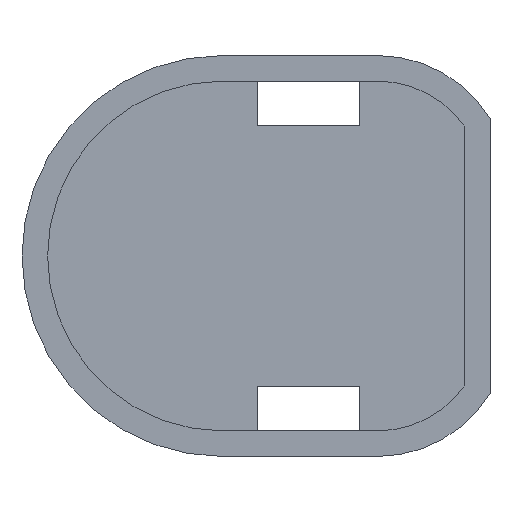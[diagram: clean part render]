
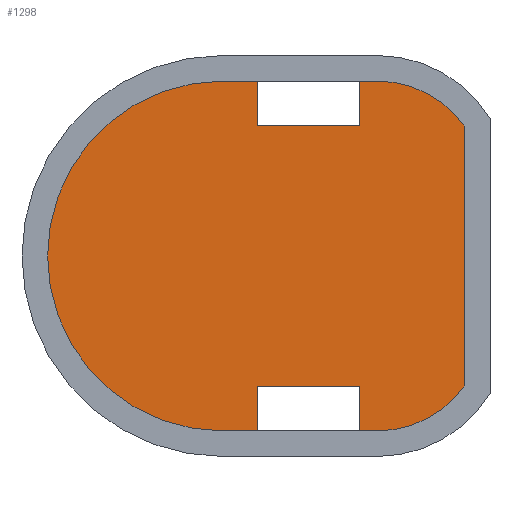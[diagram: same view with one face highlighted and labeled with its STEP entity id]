
A CAD part, front view. The second image highlights one B-rep face of the part: STEP entity #1298.
In plain terms, the highlighted planar face has unit normal (0, -1, 0).
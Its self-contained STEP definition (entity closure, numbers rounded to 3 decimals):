
#1 = VERTEX_POINT ( 'NONE', #1002 ) ;
#35 = DIRECTION ( 'NONE',  ( 0., 1., 0. ) ) ;
#44 = VERTEX_POINT ( 'NONE', #164 ) ;
#51 = ORIENTED_EDGE ( 'NONE', *, *, #461, .T. ) ;
#68 = VECTOR ( 'NONE', #1126, 1000. ) ;
#69 = AXIS2_PLACEMENT_3D ( 'NONE', #967, #1274, #1052 ) ;
#78 = LINE ( 'NONE', #1270, #588 ) ;
#98 = CARTESIAN_POINT ( 'NONE',  ( 106.653, 15., 0. ) ) ;
#101 = LINE ( 'NONE', #623, #952 ) ;
#110 = CARTESIAN_POINT ( 'NONE',  ( 0., 15., -52.375 ) ) ;
#123 = CARTESIAN_POINT ( 'NONE',  ( 108.028, 15., -57.258 ) ) ;
#134 = DIRECTION ( 'NONE',  ( 0., 0., -1. ) ) ;
#136 = CIRCLE ( 'NONE', #69, 13.678 ) ;
#150 = VERTEX_POINT ( 'NONE', #738 ) ;
#164 = CARTESIAN_POINT ( 'NONE',  ( 98.653, 15., -48.875 ) ) ;
#167 = CARTESIAN_POINT ( 'NONE',  ( 108.028, 15., -76.23 ) ) ;
#185 = PLANE ( 'NONE',  #1036 ) ;
#201 = LINE ( 'NONE', #729, #409 ) ;
#204 = EDGE_CURVE ( 'NONE', #1008, #725, #417, .T. ) ;
#212 = ORIENTED_EDGE ( 'NONE', *, *, #1175, .F. ) ;
#220 = ORIENTED_EDGE ( 'NONE', *, *, #673, .F. ) ;
#250 = EDGE_CURVE ( 'NONE', #1008, #780, #78, .T. ) ;
#265 = ORIENTED_EDGE ( 'NONE', *, *, #589, .T. ) ;
#276 = ORIENTED_EDGE ( 'NONE', *, *, #337, .F. ) ;
#288 = CARTESIAN_POINT ( 'NONE',  ( 106.653, 15., -52.375 ) ) ;
#291 = VERTEX_POINT ( 'NONE', #1262 ) ;
#318 = CARTESIAN_POINT ( 'NONE',  ( 108.028, 15., -67.847 ) ) ;
#328 = LINE ( 'NONE', #1363, #464 ) ;
#337 = EDGE_CURVE ( 'NONE', #1208, #740, #1277, .T. ) ;
#367 = CARTESIAN_POINT ( 'NONE',  ( 106.653, 15., -76.23 ) ) ;
#378 = VERTEX_POINT ( 'NONE', #367 ) ;
#379 = CARTESIAN_POINT ( 'NONE',  ( 114.853, 15., -72.715 ) ) ;
#389 = CIRCLE ( 'NONE', #1327, 8.383 ) ;
#409 = VECTOR ( 'NONE', #1302, 1000. ) ;
#417 = LINE ( 'NONE', #625, #441 ) ;
#433 = AXIS2_PLACEMENT_3D ( 'NONE', #123, #35, #451 ) ;
#436 = DIRECTION ( 'NONE',  ( 0., 0., -1. ) ) ;
#438 = VECTOR ( 'NONE', #1072, 1000. ) ;
#441 = VECTOR ( 'NONE', #1163, 1000. ) ;
#446 = EDGE_CURVE ( 'NONE', #725, #915, #136, .T. ) ;
#451 = DIRECTION ( 'NONE',  ( 0., 0., 1. ) ) ;
#458 = VECTOR ( 'NONE', #783, 1000. ) ;
#461 = EDGE_CURVE ( 'NONE', #1316, #1, #959, .T. ) ;
#464 = VECTOR ( 'NONE', #436, 1000. ) ;
#476 = EDGE_CURVE ( 'NONE', #44, #1, #328, .T. ) ;
#491 = EDGE_LOOP ( 'NONE', ( #212, #976, #1012, #1364, #776, #561, #842, #220, #276, #719, #1000, #265, #51, #570 ) ) ;
#494 = EDGE_CURVE ( 'NONE', #1305, #780, #101, .T. ) ;
#561 = ORIENTED_EDGE ( 'NONE', *, *, #1243, .F. ) ;
#570 = ORIENTED_EDGE ( 'NONE', *, *, #476, .F. ) ;
#587 = CARTESIAN_POINT ( 'NONE',  ( 114.853, 15., -52.39 ) ) ;
#588 = VECTOR ( 'NONE', #1042, 1000. ) ;
#589 = EDGE_CURVE ( 'NONE', #150, #1316, #860, .T. ) ;
#593 = FACE_OUTER_BOUND ( 'NONE', #491, .T. ) ;
#621 = DIRECTION ( 'NONE',  ( 0., 1., 0. ) ) ;
#623 = CARTESIAN_POINT ( 'NONE',  ( 0., 15., -72.73 ) ) ;
#625 = CARTESIAN_POINT ( 'NONE',  ( 95.93, 15., -76.23 ) ) ;
#634 = DIRECTION ( 'NONE',  ( 0., 0., -1. ) ) ;
#643 = CARTESIAN_POINT ( 'NONE',  ( 98.653, 15., -76.23 ) ) ;
#673 = EDGE_CURVE ( 'NONE', #740, #904, #389, .T. ) ;
#719 = ORIENTED_EDGE ( 'NONE', *, *, #1016, .F. ) ;
#721 = LINE ( 'NONE', #98, #784 ) ;
#725 = VERTEX_POINT ( 'NONE', #1009 ) ;
#729 = CARTESIAN_POINT ( 'NONE',  ( 95.93, 15., -76.23 ) ) ;
#735 = DIRECTION ( 'NONE',  ( 0., 1., 0. ) ) ;
#738 = CARTESIAN_POINT ( 'NONE',  ( 106.653, 15., -48.875 ) ) ;
#740 = VERTEX_POINT ( 'NONE', #379 ) ;
#753 = CARTESIAN_POINT ( 'NONE',  ( 106.653, 15., 0. ) ) ;
#776 = ORIENTED_EDGE ( 'NONE', *, *, #494, .F. ) ;
#780 = VERTEX_POINT ( 'NONE', #1337 ) ;
#783 = DIRECTION ( 'NONE',  ( 1., 0., 0. ) ) ;
#784 = VECTOR ( 'NONE', #1272, 1000. ) ;
#824 = LINE ( 'NONE', #1223, #68 ) ;
#842 = ORIENTED_EDGE ( 'NONE', *, *, #1346, .F. ) ;
#855 = DIRECTION ( 'NONE',  ( -1., 0., 0. ) ) ;
#860 = LINE ( 'NONE', #753, #438 ) ;
#888 = VECTOR ( 'NONE', #634, 1000. ) ;
#897 = CARTESIAN_POINT ( 'NONE',  ( 95.93, 15., -48.875 ) ) ;
#904 = VERTEX_POINT ( 'NONE', #167 ) ;
#914 = EDGE_CURVE ( 'NONE', #150, #291, #824, .T. ) ;
#915 = VERTEX_POINT ( 'NONE', #1027 ) ;
#932 = CARTESIAN_POINT ( 'NONE',  ( 106.653, 15., -72.73 ) ) ;
#952 = VECTOR ( 'NONE', #855, 1000. ) ;
#959 = LINE ( 'NONE', #110, #1311 ) ;
#967 = CARTESIAN_POINT ( 'NONE',  ( 95.93, 15., -62.553 ) ) ;
#976 = ORIENTED_EDGE ( 'NONE', *, *, #446, .F. ) ;
#1000 = ORIENTED_EDGE ( 'NONE', *, *, #914, .F. ) ;
#1002 = CARTESIAN_POINT ( 'NONE',  ( 98.653, 15., -52.375 ) ) ;
#1008 = VERTEX_POINT ( 'NONE', #643 ) ;
#1009 = CARTESIAN_POINT ( 'NONE',  ( 95.93, 15., -76.23 ) ) ;
#1012 = ORIENTED_EDGE ( 'NONE', *, *, #204, .F. ) ;
#1016 = EDGE_CURVE ( 'NONE', #291, #1208, #1082, .T. ) ;
#1027 = CARTESIAN_POINT ( 'NONE',  ( 95.93, 15., -48.875 ) ) ;
#1036 = AXIS2_PLACEMENT_3D ( 'NONE', #1135, #621, #1057 ) ;
#1042 = DIRECTION ( 'NONE',  ( 0., 0., 1. ) ) ;
#1052 = DIRECTION ( 'NONE',  ( 0., 0., 1. ) ) ;
#1057 = DIRECTION ( 'NONE',  ( 0., 0., 1. ) ) ;
#1072 = DIRECTION ( 'NONE',  ( 0., 0., -1. ) ) ;
#1082 = CIRCLE ( 'NONE', #433, 8.383 ) ;
#1114 = LINE ( 'NONE', #897, #458 ) ;
#1126 = DIRECTION ( 'NONE',  ( 1., 0., 0. ) ) ;
#1135 = CARTESIAN_POINT ( 'NONE',  ( 0., 15., 0. ) ) ;
#1163 = DIRECTION ( 'NONE',  ( -1., 0., 0. ) ) ;
#1166 = DIRECTION ( 'NONE',  ( -1., 0., 0. ) ) ;
#1175 = EDGE_CURVE ( 'NONE', #915, #44, #1114, .T. ) ;
#1178 = CARTESIAN_POINT ( 'NONE',  ( 114.853, 15., -52.39 ) ) ;
#1208 = VERTEX_POINT ( 'NONE', #587 ) ;
#1223 = CARTESIAN_POINT ( 'NONE',  ( 95.93, 15., -48.875 ) ) ;
#1243 = EDGE_CURVE ( 'NONE', #378, #1305, #721, .T. ) ;
#1262 = CARTESIAN_POINT ( 'NONE',  ( 108.028, 15., -48.875 ) ) ;
#1270 = CARTESIAN_POINT ( 'NONE',  ( 98.653, 15., 0. ) ) ;
#1272 = DIRECTION ( 'NONE',  ( 0., 0., 1. ) ) ;
#1274 = DIRECTION ( 'NONE',  ( 0., 1., 0. ) ) ;
#1277 = LINE ( 'NONE', #1178, #888 ) ;
#1298 = ADVANCED_FACE ( 'NONE', ( #593 ), #185, .F. ) ;
#1302 = DIRECTION ( 'NONE',  ( -1., 0., 0. ) ) ;
#1305 = VERTEX_POINT ( 'NONE', #932 ) ;
#1311 = VECTOR ( 'NONE', #1166, 1000. ) ;
#1316 = VERTEX_POINT ( 'NONE', #288 ) ;
#1327 = AXIS2_PLACEMENT_3D ( 'NONE', #318, #735, #134 ) ;
#1337 = CARTESIAN_POINT ( 'NONE',  ( 98.653, 15., -72.73 ) ) ;
#1346 = EDGE_CURVE ( 'NONE', #904, #378, #201, .T. ) ;
#1363 = CARTESIAN_POINT ( 'NONE',  ( 98.653, 15., 0. ) ) ;
#1364 = ORIENTED_EDGE ( 'NONE', *, *, #250, .T. ) ;
